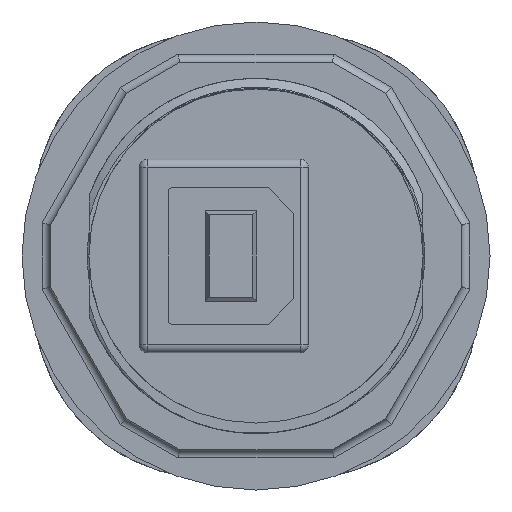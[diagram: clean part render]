
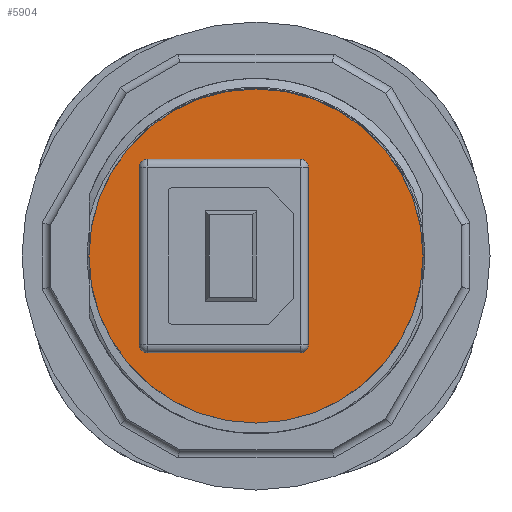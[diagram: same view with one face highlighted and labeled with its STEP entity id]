
A CAD part, front view. The second image highlights one B-rep face of the part: STEP entity #5904.
In plain terms, the highlighted planar face has unit normal (0, -1, 0).
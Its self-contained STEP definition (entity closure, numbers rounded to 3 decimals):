
#752=CIRCLE($,#6092,0.5);
#754=CIRCLE($,#6096,0.5);
#789=CIRCLE($,#6202,0.5);
#790=CIRCLE($,#6203,0.5);
#791=CIRCLE($,#6204,10.35);
#889=FACE_BOUND($,#1084,.T.);
#890=FACE_BOUND($,#1085,.T.);
#1084=EDGE_LOOP($,(#4632,#4633,#4634,#4635,#4636,#4637,#4638,#4639));
#1085=EDGE_LOOP($,(#4640));
#1317=LINE($,#7853,#1827);
#1321=LINE($,#7865,#1831);
#1482=LINE($,#15742,#1992);
#1483=LINE($,#15745,#1993);
#1827=VECTOR($,#6534,11.);
#1831=VECTOR($,#6546,9.5);
#1992=VECTOR($,#6915,9.5);
#1993=VECTOR($,#6918,11.);
#2331=VERTEX_POINT($,#7843);
#2332=VERTEX_POINT($,#7844);
#2335=VERTEX_POINT($,#7852);
#2337=VERTEX_POINT($,#7858);
#2339=VERTEX_POINT($,#7864);
#2638=VERTEX_POINT($,#15739);
#2639=VERTEX_POINT($,#15741);
#2640=VERTEX_POINT($,#15743);
#2641=VERTEX_POINT($,#15746);
#2929=EDGE_CURVE($,#2331,#2332,#752,.T.);
#2933=EDGE_CURVE($,#2332,#2335,#1317,.T.);
#2936=EDGE_CURVE($,#2335,#2337,#754,.T.);
#2939=EDGE_CURVE($,#2337,#2339,#1321,.T.);
#3380=EDGE_CURVE($,#2339,#2638,#789,.T.);
#3381=EDGE_CURVE($,#2639,#2331,#1482,.T.);
#3382=EDGE_CURVE($,#2640,#2639,#790,.T.);
#3383=EDGE_CURVE($,#2638,#2640,#1483,.T.);
#3384=EDGE_CURVE($,#2641,#2641,#791,.T.);
#4632=ORIENTED_EDGE($,*,*,#3380,.F.);
#4633=ORIENTED_EDGE($,*,*,#2939,.F.);
#4634=ORIENTED_EDGE($,*,*,#2936,.F.);
#4635=ORIENTED_EDGE($,*,*,#2933,.F.);
#4636=ORIENTED_EDGE($,*,*,#2929,.F.);
#4637=ORIENTED_EDGE($,*,*,#3381,.F.);
#4638=ORIENTED_EDGE($,*,*,#3382,.F.);
#4639=ORIENTED_EDGE($,*,*,#3383,.F.);
#4640=ORIENTED_EDGE($,*,*,#3384,.F.);
#5649=PLANE($,#6201);
#5904=ADVANCED_FACE($,(#889,#890),#5649,.T.);
#6092=AXIS2_PLACEMENT_3D($,#7845,#6526,#6527);
#6096=AXIS2_PLACEMENT_3D($,#7859,#6539,#6540);
#6201=AXIS2_PLACEMENT_3D($,#15738,#6911,#6912);
#6202=AXIS2_PLACEMENT_3D($,#15740,#6913,#6914);
#6203=AXIS2_PLACEMENT_3D($,#15744,#6916,#6917);
#6204=AXIS2_PLACEMENT_3D($,#15747,#6919,#6920);
#6526=DIRECTION('center_axis',(0.,-1.,0.));
#6527=DIRECTION('ref_axis',(-0.707,0.,0.707));
#6534=DIRECTION($,(0.,0.,-1.));
#6539=DIRECTION('center_axis',(0.,-1.,0.));
#6540=DIRECTION('ref_axis',(-0.707,0.,-0.707));
#6546=DIRECTION($,(1.,0.,0.));
#6911=DIRECTION('center_axis',(0.,-1.,0.));
#6912=DIRECTION('ref_axis',(0.,0.,-1.));
#6913=DIRECTION('center_axis',(0.,-1.,0.));
#6914=DIRECTION('ref_axis',(0.707,0.,-0.707));
#6915=DIRECTION($,(-1.,0.,0.));
#6916=DIRECTION('center_axis',(0.,-1.,0.));
#6917=DIRECTION('ref_axis',(0.707,0.,0.707));
#6918=DIRECTION($,(0.,0.,1.));
#6919=DIRECTION('center_axis',(0.,1.,0.));
#6920=DIRECTION('ref_axis',(-1.,0.,0.));
#7843=CARTESIAN_POINT('',(-6.75,-15.,6.));
#7844=CARTESIAN_POINT('',(-7.25,-15.,5.5));
#7845=CARTESIAN_POINT('Origin',(-6.75,-15.,5.5));
#7852=CARTESIAN_POINT('',(-7.25,-15.,-5.5));
#7853=CARTESIAN_POINT($,(-7.25,-15.,-3.));
#7858=CARTESIAN_POINT('',(-6.75,-15.,-6.));
#7859=CARTESIAN_POINT('Origin',(-6.75,-15.,-5.5));
#7864=CARTESIAN_POINT('',(2.75,-15.,-6.));
#7865=CARTESIAN_POINT($,(1.625,-15.,-6.));
#15738=CARTESIAN_POINT('Origin',(-9.925,-15.,0.));
#15739=CARTESIAN_POINT('',(3.25,-15.,-5.5));
#15740=CARTESIAN_POINT('Origin',(2.75,-15.,-5.5));
#15741=CARTESIAN_POINT('',(2.75,-15.,6.));
#15742=CARTESIAN_POINT($,(-3.625,-15.,6.));
#15743=CARTESIAN_POINT('',(3.25,-15.,5.5));
#15744=CARTESIAN_POINT('Origin',(2.75,-15.,5.5));
#15745=CARTESIAN_POINT($,(3.25,-15.,3.));
#15746=CARTESIAN_POINT('',(-10.35,-15.,0.));
#15747=CARTESIAN_POINT('Origin',(0.,-15.,0.));
